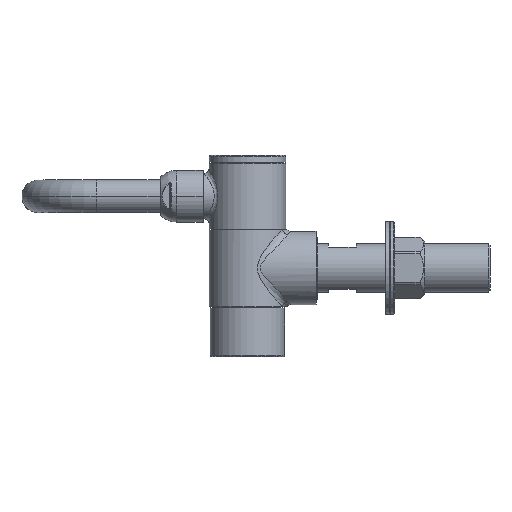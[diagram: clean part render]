
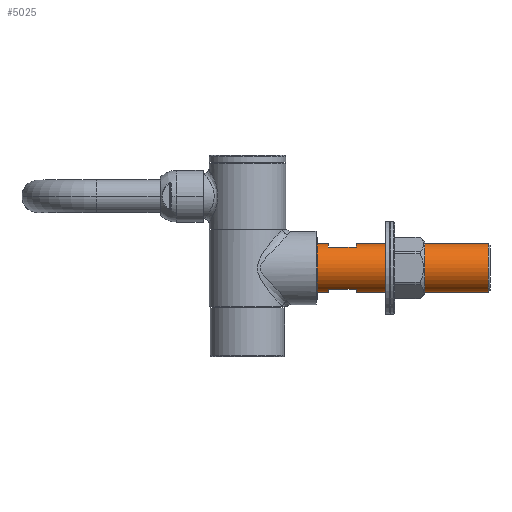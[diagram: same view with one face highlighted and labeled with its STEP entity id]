
A CAD part, top view. The second image highlights one B-rep face of the part: STEP entity #5025.
In plain terms, the highlighted cylindrical face has radius 10.5 mm (diameter 21 mm), a partial arc.
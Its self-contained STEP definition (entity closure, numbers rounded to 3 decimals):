
#4636=CARTESIAN_POINT('',(0.,69.5,0.));
#4637=DIRECTION('',(0.,-1.,0.));
#4638=DIRECTION('',(1.,0.,0.));
#4639=AXIS2_PLACEMENT_3D('',#4636,#4637,#4638);
#4641=DIRECTION('',(0.,-1.,0.));
#4642=VECTOR('',#4641,12.);
#4643=CARTESIAN_POINT('',(9.,69.5,5.408));
#4644=LINE('',#4643,#4642);
#4645=CARTESIAN_POINT('',(0.,57.5,0.));
#4646=DIRECTION('',(0.,-1.,0.));
#4647=DIRECTION('',(1.,0.,0.));
#4648=AXIS2_PLACEMENT_3D('',#4645,#4646,#4647);
#4650=CARTESIAN_POINT('',(0.,0.7,0.));
#4651=DIRECTION('',(0.,1.,0.));
#4652=DIRECTION('',(-1.,0.,0.));
#4653=AXIS2_PLACEMENT_3D('',#4650,#4651,#4652);
#4655=CARTESIAN_POINT('',(0.,57.5,0.));
#4656=DIRECTION('',(0.,-1.,0.));
#4657=DIRECTION('',(-0.857,0.,0.515));
#4658=AXIS2_PLACEMENT_3D('',#4655,#4656,#4657);
#4660=DIRECTION('',(0.,-1.,0.));
#4661=VECTOR('',#4660,12.);
#4662=CARTESIAN_POINT('',(-9.,69.5,5.408));
#4663=LINE('',#4662,#4661);
#4664=CARTESIAN_POINT('',(0.,69.5,0.));
#4665=DIRECTION('',(0.,-1.,0.));
#4666=DIRECTION('',(-0.857,0.,0.515));
#4667=AXIS2_PLACEMENT_3D('',#4664,#4665,#4666);
#4674=DIRECTION('',(0.,1.,0.));
#4675=VECTOR('',#4674,5.3);
#4676=CARTESIAN_POINT('',(10.5,69.5,0.));
#4677=LINE('',#4676,#4675);
#4678=DIRECTION('',(0.,1.,0.));
#4679=VECTOR('',#4678,5.3);
#4680=CARTESIAN_POINT('',(-10.5,69.5,0.));
#4681=LINE('',#4680,#4679);
#4696=DIRECTION('',(0.,1.,0.));
#4697=VECTOR('',#4696,56.8);
#4698=CARTESIAN_POINT('',(-10.5,0.7,
0.));
#4699=LINE('',#4698,#4697);
#4705=DIRECTION('',(0.,1.,0.));
#4706=VECTOR('',#4705,56.8);
#4707=CARTESIAN_POINT('',(10.5,0.7,
0.));
#4708=LINE('',#4707,#4706);
#4723=CARTESIAN_POINT('',(0.,74.8,0.));
#4724=DIRECTION('',(0.,-1.,0.));
#4725=DIRECTION('',(1.,0.,0.));
#4726=AXIS2_PLACEMENT_3D('',#4723,#4724,#4725);
#4902=CARTESIAN_POINT('',(10.5,74.8,0.));
#4903=CARTESIAN_POINT('',(-10.5,74.8,0.));
#4904=VERTEX_POINT('',#4902);
#4905=VERTEX_POINT('',#4903);
#4922=CARTESIAN_POINT('',(-10.5,0.7,0.));
#4923=CARTESIAN_POINT('',(10.5,0.7,0.));
#4924=VERTEX_POINT('',#4922);
#4925=VERTEX_POINT('',#4923);
#4938=CARTESIAN_POINT('',(10.5,69.5,0.));
#4939=CARTESIAN_POINT('',(9.,69.5,5.408));
#4940=VERTEX_POINT('',#4938);
#4941=VERTEX_POINT('',#4939);
#4942=CARTESIAN_POINT('',(9.,57.5,5.408));
#4943=VERTEX_POINT('',#4942);
#4944=CARTESIAN_POINT('',(10.5,57.5,0.));
#4945=VERTEX_POINT('',#4944);
#4946=CARTESIAN_POINT('',(-9.,57.5,5.408));
#4947=CARTESIAN_POINT('',(-10.5,57.5,0.));
#4948=VERTEX_POINT('',#4946);
#4949=VERTEX_POINT('',#4947);
#4950=CARTESIAN_POINT('',(-9.,69.5,5.408));
#4951=VERTEX_POINT('',#4950);
#4952=CARTESIAN_POINT('',(-10.5,69.5,0.));
#4953=VERTEX_POINT('',#4952);
#4995=CARTESIAN_POINT('',(0.,86.625,0.));
#4996=DIRECTION('',(0.,-1.,0.));
#4997=DIRECTION('',(-1.,0.,0.));
#4998=AXIS2_PLACEMENT_3D('',#4995,#4996,#4997);
#4999=CYLINDRICAL_SURFACE('',#4998,10.5);
#5001=ORIENTED_EDGE('',*,*,#5000,.T.);
#5003=ORIENTED_EDGE('',*,*,#5002,.T.);
#5005=ORIENTED_EDGE('',*,*,#5004,.F.);
#5007=ORIENTED_EDGE('',*,*,#5006,.F.);
#5008=ORIENTED_EDGE('',*,*,#4985,.F.);
#5010=ORIENTED_EDGE('',*,*,#5009,.T.);
#5012=ORIENTED_EDGE('',*,*,#5011,.F.);
#5014=ORIENTED_EDGE('',*,*,#5013,.F.);
#5016=ORIENTED_EDGE('',*,*,#5015,.T.);
#5018=ORIENTED_EDGE('',*,*,#5017,.T.);
#5020=ORIENTED_EDGE('',*,*,#5019,.F.);
#5022=ORIENTED_EDGE('',*,*,#5021,.F.);
#5023=EDGE_LOOP('',(#5001,#5003,#5005,#5007,#5008,#5010,#5012,#5014,#5016,#5018,
#5020,#5022));
#5024=FACE_OUTER_BOUND('',#5023,.F.);
#5025=ADVANCED_FACE('',(#5024),#4999,.T.);
#4640=CIRCLE('',#4639,10.5);
#4649=CIRCLE('',#4648,10.5);
#4654=CIRCLE('',#4653,10.5);
#4659=CIRCLE('',#4658,10.5);
#4668=CIRCLE('',#4667,10.5);
#4727=CIRCLE('',#4726,10.5);
#4985=EDGE_CURVE('',#4924,#4925,#4654,.T.);
#5000=EDGE_CURVE('',#4940,#4941,#4640,.T.);
#5002=EDGE_CURVE('',#4941,#4943,#4644,.T.);
#5004=EDGE_CURVE('',#4945,#4943,#4649,.T.);
#5006=EDGE_CURVE('',#4925,#4945,#4708,.T.);
#5009=EDGE_CURVE('',#4924,#4949,#4699,.T.);
#5011=EDGE_CURVE('',#4948,#4949,#4659,.T.);
#5013=EDGE_CURVE('',#4951,#4948,#4663,.T.);
#5015=EDGE_CURVE('',#4951,#4953,#4668,.T.);
#5017=EDGE_CURVE('',#4953,#4905,#4681,.T.);
#5019=EDGE_CURVE('',#4904,#4905,#4727,.T.);
#5021=EDGE_CURVE('',#4940,#4904,#4677,.T.);
